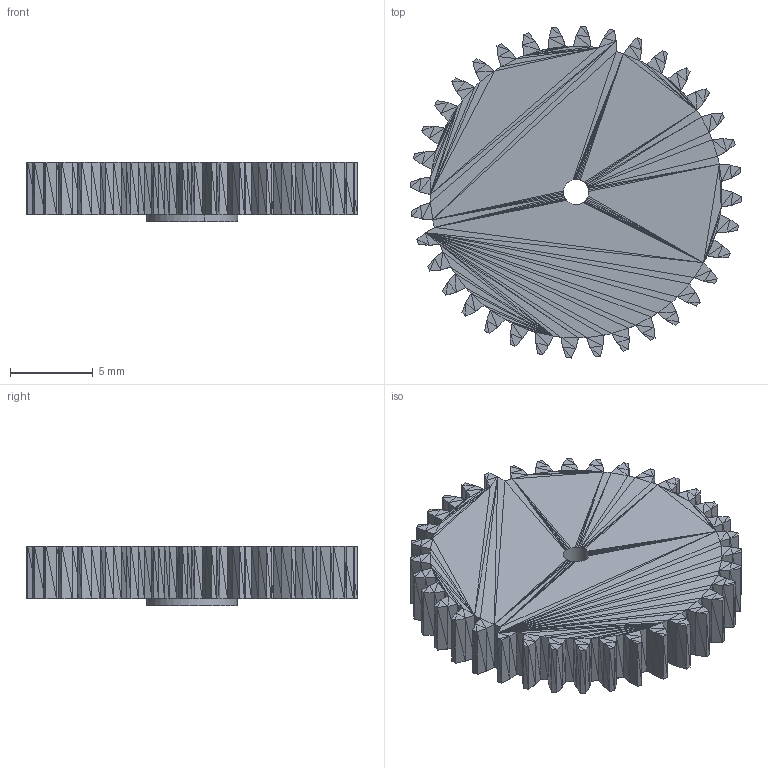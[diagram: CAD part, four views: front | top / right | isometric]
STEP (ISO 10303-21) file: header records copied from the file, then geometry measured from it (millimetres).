
FILE_DESCRIPTION(/* description */ (''),/* implementation_level */ '2;1');
FILE_NAME(/* name */ 'Hydraulic_Pressure_Indicator_G2 v2.step',/* time_stamp */ '2021-05-05T18:50:25+10:00',/* author */ (''),/* organization */ (''),/* preprocessor_version */ 'ST-DEVELOPER v18.1',/* originating_system */ 'Autodesk Translation Framework v10.6.0.1341',/* authorisation */ '');
FILE_SCHEMA (('AUTOMOTIVE_DESIGN { 1 0 10303 214 3 1 1 }'));
Length unit declared in the file: millimetre
Products named in the file (1): Hydraulic_Pressure_Indicator_G2
Bounding box: 20.1 x 20.1 x 3.59 mm (x, y, z)
Volume: 864.6 mm3; surface area: 1026.6 mm2
Topology: 1 solids, 1 shells, 1108 faces, 1846 edges, 739 vertices
Faces by surface type: plane 1105, cylinder 3
Full cylindrical faces by diameter (mm): 1.55 x1, 4 x1
Entity records: 23520 total; most frequent: DIRECTION 4277, CARTESIAN_POINT 3694, ORIENTED_EDGE 3692, EDGE_CURVE 1846, LINE 1633, VECTOR 1633, AXIS2_PLACEMENT_3D 1322, EDGE_LOOP 1109
